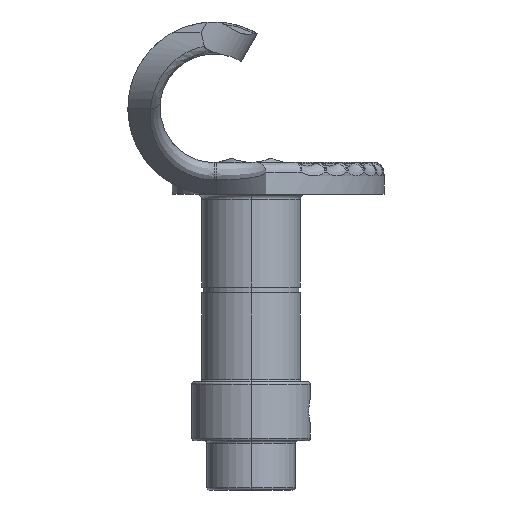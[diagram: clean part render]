
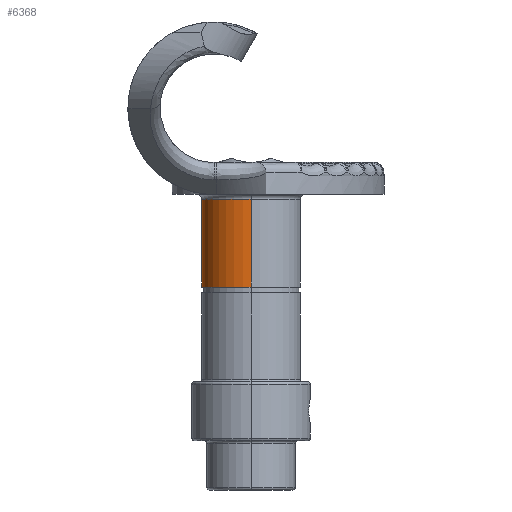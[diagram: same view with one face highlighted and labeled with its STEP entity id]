
A CAD part, left-side view. The second image highlights one B-rep face of the part: STEP entity #6368.
In plain terms, the highlighted cylindrical face has radius 10 mm (diameter 20 mm), a partial arc.
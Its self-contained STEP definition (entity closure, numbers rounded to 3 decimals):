
#1066 = CARTESIAN_POINT ( 'NONE',  ( -10., 0., 28.284 ) ) ;
#1104 = AXIS2_PLACEMENT_3D ( 'NONE', #1820, #12859, #10325 ) ;
#1820 = CARTESIAN_POINT ( 'NONE',  ( 0., 0., 28.284 ) ) ;
#3112 = EDGE_CURVE ( 'NONE', #26820, #26248, #12320, .T. ) ;
#3252 = VERTEX_POINT ( 'NONE', #11111 ) ;
#4979 = CYLINDRICAL_SURFACE ( 'NONE', #1104, 10. ) ;
#5575 = CIRCLE ( 'NONE', #20911, 10. ) ;
#6234 = EDGE_CURVE ( 'NONE', #3252, #26248, #6356, .T. ) ;
#6301 = VECTOR ( 'NONE', #11560, 1000. ) ;
#6356 = CIRCLE ( 'NONE', #13576, 10. ) ;
#6368 = ADVANCED_FACE ( 'NONE', ( #22675 ), #4979, .T. ) ;
#6413 = VECTOR ( 'NONE', #16585, 1000. ) ;
#9052 = EDGE_CURVE ( 'NONE', #14325, #3252, #18136, .T. ) ;
#9454 = CARTESIAN_POINT ( 'NONE',  ( 0., 0., -1. ) ) ;
#10221 = CARTESIAN_POINT ( 'NONE',  ( 0., 0., -18.8 ) ) ;
#10325 = DIRECTION ( 'NONE',  ( -1., 0., 0. ) ) ;
#10730 = EDGE_CURVE ( 'NONE', #26820, #14325, #5575, .T. ) ;
#11111 = CARTESIAN_POINT ( 'NONE',  ( 10., 0., -18.8 ) ) ;
#11560 = DIRECTION ( 'NONE',  ( 0., 0., -1. ) ) ;
#11712 = DIRECTION ( 'NONE',  ( -1., 0., 0. ) ) ;
#12320 = LINE ( 'NONE', #1066, #6413 ) ;
#12464 = DIRECTION ( 'NONE',  ( -1., 0., 0. ) ) ;
#12859 = DIRECTION ( 'NONE',  ( 0., 0., -1. ) ) ;
#13461 = CARTESIAN_POINT ( 'NONE',  ( -10., 0., -18.8 ) ) ;
#13576 = AXIS2_PLACEMENT_3D ( 'NONE', #10221, #25731, #12464 ) ;
#14325 = VERTEX_POINT ( 'NONE', #14865 ) ;
#14757 = EDGE_LOOP ( 'NONE', ( #16498, #19920, #17138, #26848 ) ) ;
#14865 = CARTESIAN_POINT ( 'NONE',  ( 10., 0., -1. ) ) ;
#16498 = ORIENTED_EDGE ( 'NONE', *, *, #10730, .T. ) ;
#16585 = DIRECTION ( 'NONE',  ( 0., 0., -1. ) ) ;
#17138 = ORIENTED_EDGE ( 'NONE', *, *, #6234, .T. ) ;
#18136 = LINE ( 'NONE', #28762, #6301 ) ;
#19920 = ORIENTED_EDGE ( 'NONE', *, *, #9052, .T. ) ;
#20911 = AXIS2_PLACEMENT_3D ( 'NONE', #9454, #24994, #11712 ) ;
#22675 = FACE_OUTER_BOUND ( 'NONE', #14757, .T. ) ;
#24060 = CARTESIAN_POINT ( 'NONE',  ( -10., 0., -1. ) ) ;
#24994 = DIRECTION ( 'NONE',  ( 0., 0., -1. ) ) ;
#25731 = DIRECTION ( 'NONE',  ( 0., 0., 1. ) ) ;
#26248 = VERTEX_POINT ( 'NONE', #13461 ) ;
#26820 = VERTEX_POINT ( 'NONE', #24060 ) ;
#26848 = ORIENTED_EDGE ( 'NONE', *, *, #3112, .F. ) ;
#28762 = CARTESIAN_POINT ( 'NONE',  ( 10., 0., 28.284 ) ) ;
